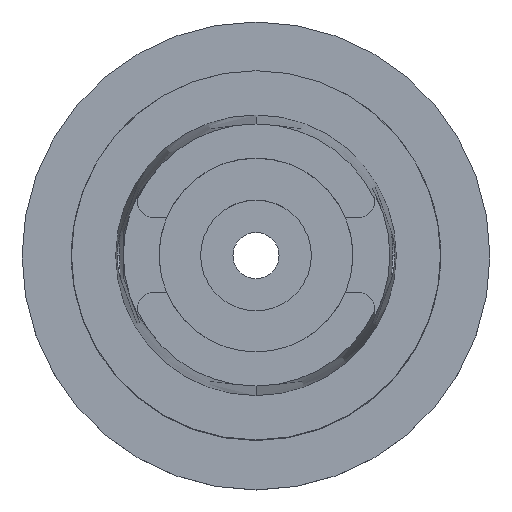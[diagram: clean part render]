
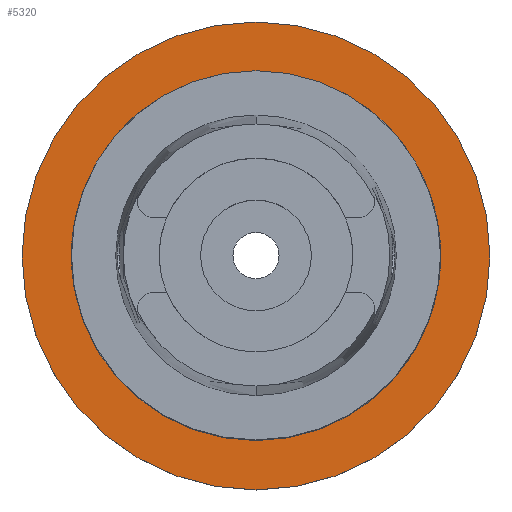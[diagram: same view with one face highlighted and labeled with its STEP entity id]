
A CAD part, top view. The second image highlights one B-rep face of the part: STEP entity #5320.
In plain terms, the highlighted planar face has unit normal (0, 0, 1).
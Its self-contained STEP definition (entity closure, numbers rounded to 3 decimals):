
#1989=CARTESIAN_POINT('',(0.,0.,-41.2));
#1990=DIRECTION('',(0.,0.,-1.));
#1991=DIRECTION('',(0.,-1.,0.));
#1992=AXIS2_PLACEMENT_3D('',#1989,#1990,#1991);
#1997=CARTESIAN_POINT('',(0.,0.,-41.2));
#1998=DIRECTION('',(0.,0.,-1.));
#1999=DIRECTION('',(0.,1.,0.));
#2000=AXIS2_PLACEMENT_3D('',#1997,#1998,#1999);
#2005=CARTESIAN_POINT('',(0.,0.,-41.2));
#2006=DIRECTION('',(0.,0.,1.));
#2007=DIRECTION('',(0.,-1.,0.));
#2008=AXIS2_PLACEMENT_3D('',#2005,#2006,#2007);
#2013=CARTESIAN_POINT('',(0.,0.,-41.2));
#2014=DIRECTION('',(0.,0.,1.));
#2015=DIRECTION('',(0.,1.,0.));
#2016=AXIS2_PLACEMENT_3D('',#2013,#2014,#2015);
#3787=CARTESIAN_POINT('',(0.,25.35,-41.2));
#3788=VERTEX_POINT('',#3787);
#3789=CARTESIAN_POINT('',(0.,-25.35,-41.2));
#3790=VERTEX_POINT('',#3789);
#3791=CARTESIAN_POINT('',(0.,-20.,-41.2));
#3792=CARTESIAN_POINT('',(0.,20.,-41.2));
#3793=VERTEX_POINT('',#3791);
#3794=VERTEX_POINT('',#3792);
#5305=CARTESIAN_POINT('',(0.,0.,-41.2));
#5306=DIRECTION('',(0.,0.,-1.));
#5307=DIRECTION('',(0.,-1.,0.));
#5308=AXIS2_PLACEMENT_3D('',#5305,#5306,#5307);
#5309=PLANE('',#5308);
#5310=ORIENTED_EDGE('',*,*,#5284,.T.);
#5311=ORIENTED_EDGE('',*,*,#5300,.T.);
#5312=EDGE_LOOP('',(#5310,#5311));
#5313=FACE_OUTER_BOUND('',#5312,.F.);
#5315=ORIENTED_EDGE('',*,*,#5314,.T.);
#5317=ORIENTED_EDGE('',*,*,#5316,.T.);
#5318=EDGE_LOOP('',(#5315,#5317));
#5319=FACE_BOUND('',#5318,.F.);
#1993=CIRCLE('',#1992,25.35);
#2001=CIRCLE('',#2000,25.35);
#2009=CIRCLE('',#2008,20.);
#2017=CIRCLE('',#2016,20.);
#5284=EDGE_CURVE('',#3790,#3788,#1993,.T.);
#5300=EDGE_CURVE('',#3788,#3790,#2001,.T.);
#5314=EDGE_CURVE('',#3793,#3794,#2009,.T.);
#5316=EDGE_CURVE('',#3794,#3793,#2017,.T.);
#5320=ADVANCED_FACE('',(#5313,#5319),#5309,.F.);
